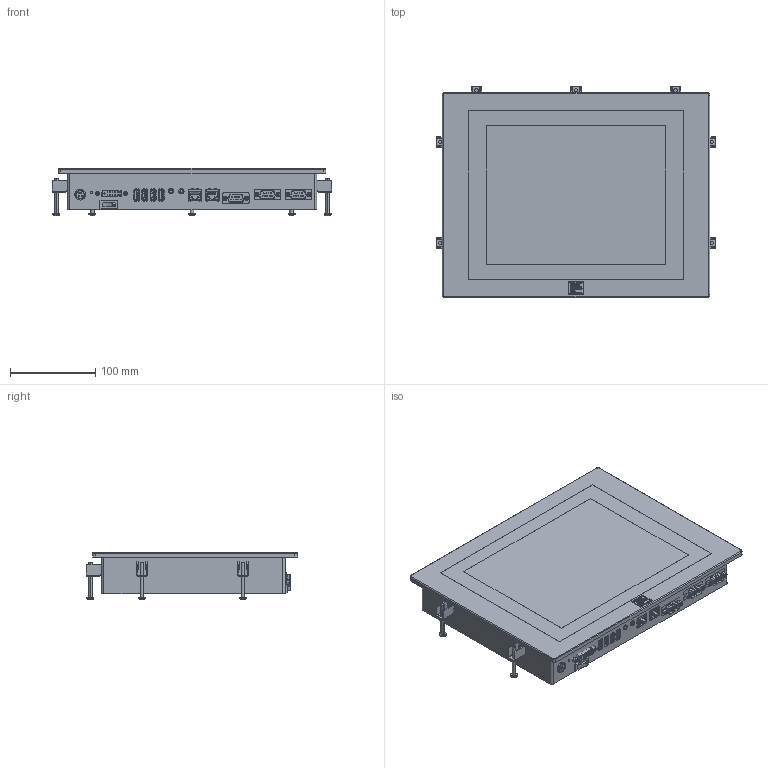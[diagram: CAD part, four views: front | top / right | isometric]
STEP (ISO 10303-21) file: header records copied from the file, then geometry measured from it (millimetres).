
FILE_DESCRIPTION (( 'STEP AP214' ), '1' );
FILE_NAME ('Show Touch 10.STEP', '2022-10-07T17:58:56', ( '' ), ( '' ), 'SwSTEP 2.0', 'SolidWorks 2021', '' );
FILE_SCHEMA (( 'AUTOMOTIVE_DESIGN' ));
Length unit declared in the file: inch
Products named in the file (9): 230-104029.50 mount; CR-PHMS 0.164-36x1.625x1.625-N_CR-PHMS 0.164-36x1.625x1.625-N; 653-009349.50; USB PCB MOUNT; 230-104029.50; d-sub standoff_91075A460; connector_a-ds_09_ll_z; Show Touch 10; DVI connector
Assembly tree (31 placements, depth 2):
  Show Touch 10
    230-104029.50
    connector_a-ds_09_ll_z  x3
    653-009349.50  x2
    d-sub standoff_91075A460  x6
    230-104029.50 mount  x7
    CR-PHMS 0.164-36x1.625x1.625-N_CR-PHMS 0.164-36x1.625x1.625-N  x7
    USB PCB MOUNT  x4
    DVI connector
Bounding box: 326.8 x 247.24 x 55.63 mm (x, y, z)
Volume: 3125924.3 mm3; surface area: 252446.7 mm2
Topology: 81 solids, 81 shells, 6663 faces, 17593 edges, 11256 vertices
Faces by surface type: plane 4398, cylinder 1698, bspline 337, cone 164, torus 52, sphere 14
Entity records: 104619 total; most frequent: CARTESIAN_POINT 20012, ORIENTED_EDGE 14986, DIRECTION 13489, EDGE_CURVE 7493, VECTOR 5725, LINE 5725, VERTEX_POINT 4855, AXIS2_PLACEMENT_3D 3882
